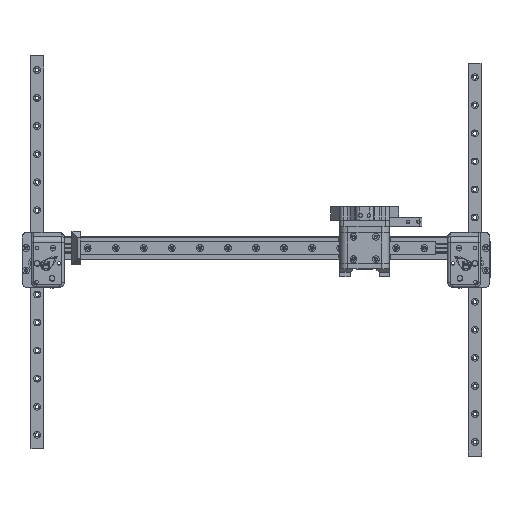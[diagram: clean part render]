
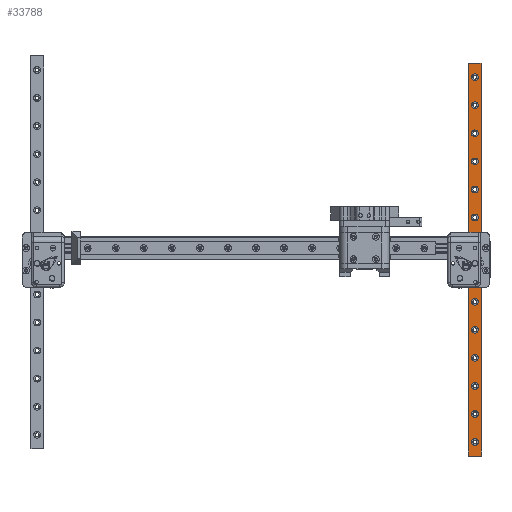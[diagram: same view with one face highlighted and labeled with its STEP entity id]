
A CAD part, top view. The second image highlights one B-rep face of the part: STEP entity #33788.
In plain terms, the highlighted face is planar.
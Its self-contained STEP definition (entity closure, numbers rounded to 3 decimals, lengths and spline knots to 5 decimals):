
#1024=LINE('',#52077,#3934);
#1025=LINE('',#52080,#3935);
#1026=LINE('',#52082,#3936);
#1027=LINE('',#52084,#3937);
#3934=VECTOR('',#41569,1.);
#3935=VECTOR('',#41570,1.);
#3936=VECTOR('',#41571,1.);
#3937=VECTOR('',#41572,1.);
#7566=PLANE('',#36783);
#10023=ORIENTED_EDGE('',*,*,#18840,.F.);
#10024=ORIENTED_EDGE('',*,*,#18841,.F.);
#10025=ORIENTED_EDGE('',*,*,#18842,.F.);
#10026=ORIENTED_EDGE('',*,*,#18843,.F.);
#10027=ORIENTED_EDGE('',*,*,#18844,.F.);
#10028=ORIENTED_EDGE('',*,*,#18845,.F.);
#10029=ORIENTED_EDGE('',*,*,#18846,.F.);
#10030=ORIENTED_EDGE('',*,*,#18847,.F.);
#10031=ORIENTED_EDGE('',*,*,#18848,.F.);
#10032=ORIENTED_EDGE('',*,*,#18849,.F.);
#10033=ORIENTED_EDGE('',*,*,#18850,.F.);
#10034=ORIENTED_EDGE('',*,*,#18851,.F.);
#10035=ORIENTED_EDGE('',*,*,#18852,.F.);
#10036=ORIENTED_EDGE('',*,*,#18853,.F.);
#10037=ORIENTED_EDGE('',*,*,#18854,.T.);
#10038=ORIENTED_EDGE('',*,*,#18855,.T.);
#10039=ORIENTED_EDGE('',*,*,#18856,.F.);
#10040=ORIENTED_EDGE('',*,*,#18857,.T.);
#18840=EDGE_CURVE('',#23403,#23403,#26414,.T.);
#18841=EDGE_CURVE('',#23404,#23404,#26415,.T.);
#18842=EDGE_CURVE('',#23405,#23405,#26416,.T.);
#18843=EDGE_CURVE('',#23406,#23406,#26417,.T.);
#18844=EDGE_CURVE('',#23407,#23407,#26418,.T.);
#18845=EDGE_CURVE('',#23408,#23408,#26419,.T.);
#18846=EDGE_CURVE('',#23409,#23409,#26420,.T.);
#18847=EDGE_CURVE('',#23410,#23410,#26421,.T.);
#18848=EDGE_CURVE('',#23411,#23411,#26422,.T.);
#18849=EDGE_CURVE('',#23412,#23412,#26423,.T.);
#18850=EDGE_CURVE('',#23413,#23413,#26424,.T.);
#18851=EDGE_CURVE('',#23414,#23414,#26425,.T.);
#18852=EDGE_CURVE('',#23415,#23415,#26426,.T.);
#18853=EDGE_CURVE('',#23416,#23416,#26427,.T.);
#18854=EDGE_CURVE('',#23417,#23418,#1024,.T.);
#18855=EDGE_CURVE('',#23418,#23419,#1025,.F.);
#18856=EDGE_CURVE('',#23420,#23419,#1026,.T.);
#18857=EDGE_CURVE('',#23420,#23417,#1027,.T.);
#23403=VERTEX_POINT('',#52050);
#23404=VERTEX_POINT('',#52052);
#23405=VERTEX_POINT('',#52054);
#23406=VERTEX_POINT('',#52056);
#23407=VERTEX_POINT('',#52058);
#23408=VERTEX_POINT('',#52060);
#23409=VERTEX_POINT('',#52062);
#23410=VERTEX_POINT('',#52064);
#23411=VERTEX_POINT('',#52066);
#23412=VERTEX_POINT('',#52068);
#23413=VERTEX_POINT('',#52070);
#23414=VERTEX_POINT('',#52072);
#23415=VERTEX_POINT('',#52074);
#23416=VERTEX_POINT('',#52076);
#23417=VERTEX_POINT('',#52078);
#23418=VERTEX_POINT('',#52079);
#23419=VERTEX_POINT('',#52081);
#23420=VERTEX_POINT('',#52083);
#26414=CIRCLE('',#36784,0.003);
#26415=CIRCLE('',#36785,0.003);
#26416=CIRCLE('',#36786,0.003);
#26417=CIRCLE('',#36787,0.003);
#26418=CIRCLE('',#36788,0.003);
#26419=CIRCLE('',#36789,0.003);
#26420=CIRCLE('',#36790,0.003);
#26421=CIRCLE('',#36791,0.003);
#26422=CIRCLE('',#36792,0.003);
#26423=CIRCLE('',#36793,0.003);
#26424=CIRCLE('',#36794,0.003);
#26425=CIRCLE('',#36795,0.003);
#26426=CIRCLE('',#36796,0.003);
#26427=CIRCLE('',#36797,0.003);
#28260=EDGE_LOOP('',(#10023));
#28261=EDGE_LOOP('',(#10024));
#28262=EDGE_LOOP('',(#10025));
#28263=EDGE_LOOP('',(#10026));
#28264=EDGE_LOOP('',(#10027));
#28265=EDGE_LOOP('',(#10028));
#28266=EDGE_LOOP('',(#10029));
#28267=EDGE_LOOP('',(#10030));
#28268=EDGE_LOOP('',(#10031));
#28269=EDGE_LOOP('',(#10032));
#28270=EDGE_LOOP('',(#10033));
#28271=EDGE_LOOP('',(#10034));
#28272=EDGE_LOOP('',(#10035));
#28273=EDGE_LOOP('',(#10036));
#28274=EDGE_LOOP('',(#10037,#10038,#10039,#10040));
#31048=FACE_BOUND('',#28260,.T.);
#31049=FACE_BOUND('',#28261,.T.);
#31050=FACE_BOUND('',#28262,.T.);
#31051=FACE_BOUND('',#28263,.T.);
#31052=FACE_BOUND('',#28264,.T.);
#31053=FACE_BOUND('',#28265,.T.);
#31054=FACE_BOUND('',#28266,.T.);
#31055=FACE_BOUND('',#28267,.T.);
#31056=FACE_BOUND('',#28268,.T.);
#31057=FACE_BOUND('',#28269,.T.);
#31058=FACE_BOUND('',#28270,.T.);
#31059=FACE_BOUND('',#28271,.T.);
#31060=FACE_BOUND('',#28272,.T.);
#31061=FACE_BOUND('',#28273,.T.);
#31062=FACE_BOUND('',#28274,.T.);
#33788=ADVANCED_FACE('',(#31048,#31049,#31050,#31051,#31052,#31053,#31054,
#31055,#31056,#31057,#31058,#31059,#31060,#31061,#31062),#7566,.F.);
#36783=AXIS2_PLACEMENT_3D('',#52048,#41539,#41540);
#36784=AXIS2_PLACEMENT_3D('',#52049,#41541,#41542);
#36785=AXIS2_PLACEMENT_3D('',#52051,#41543,#41544);
#36786=AXIS2_PLACEMENT_3D('',#52053,#41545,#41546);
#36787=AXIS2_PLACEMENT_3D('',#52055,#41547,#41548);
#36788=AXIS2_PLACEMENT_3D('',#52057,#41549,#41550);
#36789=AXIS2_PLACEMENT_3D('',#52059,#41551,#41552);
#36790=AXIS2_PLACEMENT_3D('',#52061,#41553,#41554);
#36791=AXIS2_PLACEMENT_3D('',#52063,#41555,#41556);
#36792=AXIS2_PLACEMENT_3D('',#52065,#41557,#41558);
#36793=AXIS2_PLACEMENT_3D('',#52067,#41559,#41560);
#36794=AXIS2_PLACEMENT_3D('',#52069,#41561,#41562);
#36795=AXIS2_PLACEMENT_3D('',#52071,#41563,#41564);
#36796=AXIS2_PLACEMENT_3D('',#52073,#41565,#41566);
#36797=AXIS2_PLACEMENT_3D('',#52075,#41567,#41568);
#41539=DIRECTION('',(0.,-1.,0.));
#41540=DIRECTION('',(1.,0.,0.));
#41541=DIRECTION('',(0.,1.,0.));
#41542=DIRECTION('',(-1.,0.,0.));
#41543=DIRECTION('',(0.,1.,0.));
#41544=DIRECTION('',(-1.,0.,0.));
#41545=DIRECTION('',(0.,1.,0.));
#41546=DIRECTION('',(-1.,0.,0.));
#41547=DIRECTION('',(0.,1.,0.));
#41548=DIRECTION('',(-1.,0.,0.));
#41549=DIRECTION('',(0.,1.,0.));
#41550=DIRECTION('',(-1.,0.,0.));
#41551=DIRECTION('',(0.,1.,0.));
#41552=DIRECTION('',(-1.,0.,0.));
#41553=DIRECTION('',(0.,1.,0.));
#41554=DIRECTION('',(-1.,0.,0.));
#41555=DIRECTION('',(0.,1.,0.));
#41556=DIRECTION('',(-1.,0.,0.));
#41557=DIRECTION('',(0.,1.,0.));
#41558=DIRECTION('',(-1.,0.,0.));
#41559=DIRECTION('',(0.,1.,0.));
#41560=DIRECTION('',(-1.,0.,0.));
#41561=DIRECTION('',(0.,1.,0.));
#41562=DIRECTION('',(-1.,0.,0.));
#41563=DIRECTION('',(0.,1.,0.));
#41564=DIRECTION('',(-1.,0.,0.));
#41565=DIRECTION('',(0.,1.,0.));
#41566=DIRECTION('',(-1.,0.,0.));
#41567=DIRECTION('',(0.,1.,0.));
#41568=DIRECTION('',(-1.,0.,0.));
#41569=DIRECTION('',(-1.,0.,0.));
#41570=DIRECTION('',(0.,0.,-1.));
#41571=DIRECTION('',(-1.,0.,0.));
#41572=DIRECTION('',(0.,0.,-1.));
#52048=CARTESIAN_POINT('',(0.012,0.012,0.5));
#52049=CARTESIAN_POINT('',(0.006,0.012,0.34));
#52050=CARTESIAN_POINT('',(0.003,0.012,0.34));
#52051=CARTESIAN_POINT('',(0.006,0.012,0.315));
#52052=CARTESIAN_POINT('',(0.003,0.012,0.315));
#52053=CARTESIAN_POINT('',(0.006,0.012,0.29));
#52054=CARTESIAN_POINT('',(0.003,0.012,0.29));
#52055=CARTESIAN_POINT('',(0.006,0.012,0.265));
#52056=CARTESIAN_POINT('',(0.003,0.012,0.265));
#52057=CARTESIAN_POINT('',(0.006,0.012,0.24));
#52058=CARTESIAN_POINT('',(0.003,0.012,0.24));
#52059=CARTESIAN_POINT('',(0.006,0.012,0.215));
#52060=CARTESIAN_POINT('',(0.003,0.012,0.215));
#52061=CARTESIAN_POINT('',(0.006,0.012,0.19));
#52062=CARTESIAN_POINT('',(0.003,0.012,0.19));
#52063=CARTESIAN_POINT('',(0.006,0.012,0.165));
#52064=CARTESIAN_POINT('',(0.003,0.012,0.165));
#52065=CARTESIAN_POINT('',(0.006,0.012,0.14));
#52066=CARTESIAN_POINT('',(0.003,0.012,0.14));
#52067=CARTESIAN_POINT('',(0.006,0.012,0.115));
#52068=CARTESIAN_POINT('',(0.003,0.012,0.115));
#52069=CARTESIAN_POINT('',(0.006,0.012,0.09));
#52070=CARTESIAN_POINT('',(0.003,0.012,0.09));
#52071=CARTESIAN_POINT('',(0.006,0.012,0.065));
#52072=CARTESIAN_POINT('',(0.003,0.012,0.065));
#52073=CARTESIAN_POINT('',(0.006,0.012,0.04));
#52074=CARTESIAN_POINT('',(0.003,0.012,0.04));
#52075=CARTESIAN_POINT('',(0.006,0.012,0.015));
#52076=CARTESIAN_POINT('',(0.003,0.012,0.015));
#52077=CARTESIAN_POINT('',(0.012,0.012,0.0025));
#52078=CARTESIAN_POINT('',(0.0115,0.012,0.0025));
#52079=CARTESIAN_POINT('',(0.0005,0.012,0.0025));
#52080=CARTESIAN_POINT('',(0.0005,0.012,0.5));
#52081=CARTESIAN_POINT('',(0.0005,0.012,0.3525));
#52082=CARTESIAN_POINT('',(0.012,0.012,0.3525));
#52083=CARTESIAN_POINT('',(0.0115,0.012,0.3525));
#52084=CARTESIAN_POINT('',(0.0115,0.012,0.5));
